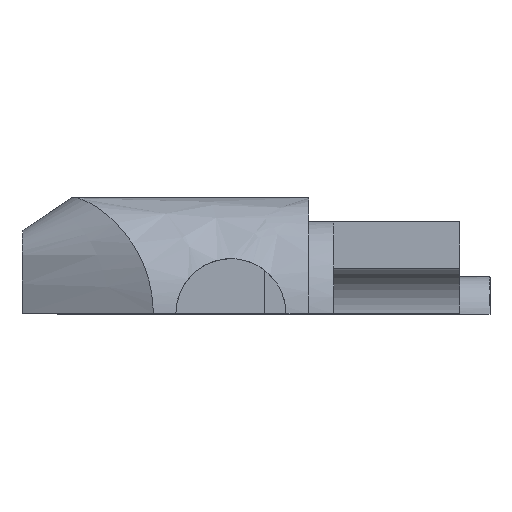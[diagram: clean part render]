
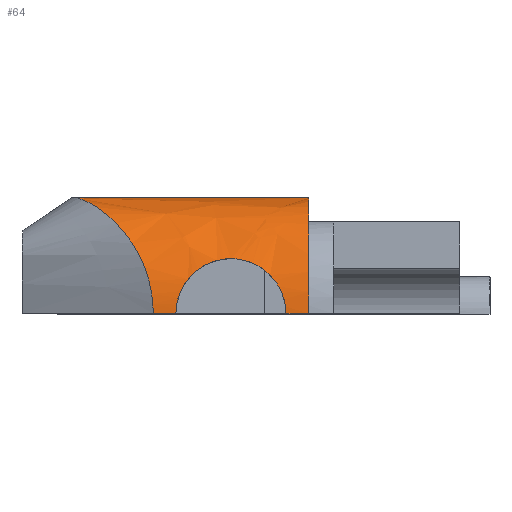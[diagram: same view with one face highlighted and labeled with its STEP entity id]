
A CAD part, top view. The second image highlights one B-rep face of the part: STEP entity #64.
In plain terms, the highlighted free-form (B-spline) face has degree [2, 1] with [3, 2] control points.
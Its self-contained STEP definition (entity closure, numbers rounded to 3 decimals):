
#64=ADVANCED_FACE('',(#140),#1289,.T.);
#140=FACE_OUTER_BOUND('',#216,.T.);
#216=EDGE_LOOP('',(#447,#448,#449,#450,#451,#452,#453));
#447=ORIENTED_EDGE('',*,*,#701,.F.);
#448=ORIENTED_EDGE('',*,*,#721,.T.);
#449=ORIENTED_EDGE('',*,*,#722,.T.);
#450=ORIENTED_EDGE('',*,*,#732,.T.);
#451=ORIENTED_EDGE('',*,*,#854,.F.);
#452=ORIENTED_EDGE('',*,*,#798,.F.);
#453=ORIENTED_EDGE('',*,*,#796,.F.);
#701=EDGE_CURVE('',#1137,#1141,#970,.T.);
#721=EDGE_CURVE('',#1137,#1161,#906,.T.);
#722=EDGE_CURVE('',#1161,#1162,#907,.T.);
#732=EDGE_CURVE('',#1162,#1160,#994,.T.);
#796=EDGE_CURVE('',#1141,#1209,#1035,.T.);
#798=EDGE_CURVE('',#1209,#1205,#1036,.T.);
#854=EDGE_CURVE('',#1205,#1160,#1076,.T.);
#906=(
BOUNDED_CURVE()
B_SPLINE_CURVE(2,(#4638,#4639,#4640),.UNSPECIFIED.,.F.,.F.)
B_SPLINE_CURVE_WITH_KNOTS((3,3),(111.278,127.771),
 .UNSPECIFIED.)
CURVE()
GEOMETRIC_REPRESENTATION_ITEM()
RATIONAL_B_SPLINE_CURVE((1.,0.707,1.))
REPRESENTATION_ITEM('')
);
#907=(
BOUNDED_CURVE()
B_SPLINE_CURVE(1,(#4641,#4642),.UNSPECIFIED.,.F.,.F.)
B_SPLINE_CURVE_WITH_KNOTS((2,2),(0.,10.27),.UNSPECIFIED.)
CURVE()
GEOMETRIC_REPRESENTATION_ITEM()
RATIONAL_B_SPLINE_CURVE((1.,1.))
REPRESENTATION_ITEM('')
);
#970=B_SPLINE_CURVE_WITH_KNOTS('',1,(#4597,#4598),.UNSPECIFIED.,.F.,.F.,
(2,2),(-2.45,-0.2),.UNSPECIFIED.);
#994=B_SPLINE_CURVE_WITH_KNOTS('',3,(#4765,#4766,#4767,#4768,#4769,#4770,
#4771,#4772,#4773,#4774,#4775,#4776,#4777,#4778,#4779,#4780,#4781,#4782,
#4783,#4784,#4785,#4786,#4787,#4788,#4789,#4790,#4791,#4792),
 .UNSPECIFIED.,.F.,.F.,(4,1,1,1,1,1,1,1,1,1,1,1,1,1,1,1,1,1,1,1,1,1,1,1,
1,4),(5.077,5.398,5.8,6.201,
6.603,7.004,7.406,7.807,8.209,
8.61,9.012,9.413,9.815,10.216,
10.618,11.019,11.421,12.227,13.033,
13.838,14.644,15.45,16.256,17.062,
17.868,18.674),.UNSPECIFIED.);
#1035=B_SPLINE_CURVE_WITH_KNOTS('',3,(#5318,#5319,#5320,#5321,#5322,#5323,
#5324,#5325,#5326,#5327,#5328),.UNSPECIFIED.,.F.,.F.,(4,2,3,2,4),(0.,
2.183,4.358,6.534,8.723),
 .UNSPECIFIED.);
#1036=B_SPLINE_CURVE_WITH_KNOTS('',3,(#5331,#5332,#5333,#5334,#5335,#5336,
#5337,#5338,#5339,#5340,#5341),.UNSPECIFIED.,.F.,.F.,(4,2,3,2,4),(0.,2.188,
4.364,6.539,8.723),.UNSPECIFIED.);
#1076=B_SPLINE_CURVE_WITH_KNOTS('',1,(#5525,#5526),.UNSPECIFIED.,.F.,.F.,
(2,2),(-30.463,-28.213),.UNSPECIFIED.);
#1137=VERTEX_POINT('',#4439);
#1141=VERTEX_POINT('',#4443);
#1160=VERTEX_POINT('',#4462);
#1161=VERTEX_POINT('',#4463);
#1162=VERTEX_POINT('',#4464);
#1205=VERTEX_POINT('',#4507);
#1209=VERTEX_POINT('',#4511);
#1289=(
BOUNDED_SURFACE()
B_SPLINE_SURFACE(2,1,((#2783,#2784),(#2785,#2786),(#2787,#2788)),
 .UNSPECIFIED.,.F.,.F.,.F.)
B_SPLINE_SURFACE_WITH_KNOTS((3,3),(2,2),(111.278,127.771),
(0.,32.252),.UNSPECIFIED.)
GEOMETRIC_REPRESENTATION_ITEM()
RATIONAL_B_SPLINE_SURFACE(((1.,1.),(0.707,0.707),
(1.,1.)))
REPRESENTATION_ITEM('')
SURFACE()
);
#2783=CARTESIAN_POINT('',(-2.984,0.,11.05));
#2784=CARTESIAN_POINT('',(-75.799,0.,11.05));
#2785=CARTESIAN_POINT('',(-2.984,11.5,11.05));
#2786=CARTESIAN_POINT('',(-75.799,11.5,11.05));
#2787=CARTESIAN_POINT('',(-2.984,11.5,1.05));
#2788=CARTESIAN_POINT('',(-75.799,11.5,1.05));
#4439=CARTESIAN_POINT('',(-2.984,0.,11.05));
#4443=CARTESIAN_POINT('',(-5.234,0.,11.05));
#4462=CARTESIAN_POINT('',(-18.383,0.,11.05));
#4463=CARTESIAN_POINT('',(-2.984,11.5,1.05));
#4464=CARTESIAN_POINT('',(-26.17,11.5,1.05));
#4507=CARTESIAN_POINT('',(-16.134,0.,11.05));
#4511=CARTESIAN_POINT('',(-10.684,5.45,9.856));
#4597=CARTESIAN_POINT('',(-2.984,0.,11.05));
#4598=CARTESIAN_POINT('',(-5.234,0.,11.05));
#4638=CARTESIAN_POINT('',(-2.984,0.,11.05));
#4639=CARTESIAN_POINT('',(-2.984,11.5,11.05));
#4640=CARTESIAN_POINT('',(-2.984,11.5,1.05));
#4641=CARTESIAN_POINT('',(-2.984,11.5,1.05));
#4642=CARTESIAN_POINT('',(-26.17,11.5,1.05));
#4765=CARTESIAN_POINT('',(-26.17,11.5,1.05));
#4766=CARTESIAN_POINT('',(-26.125,11.499,1.204));
#4767=CARTESIAN_POINT('',(-26.014,11.492,1.544));
#4768=CARTESIAN_POINT('',(-25.807,11.449,2.062));
#4769=CARTESIAN_POINT('',(-25.552,11.368,2.597));
#4770=CARTESIAN_POINT('',(-25.271,11.259,3.114));
#4771=CARTESIAN_POINT('',(-24.971,11.122,3.612));
#4772=CARTESIAN_POINT('',(-24.655,10.96,4.094));
#4773=CARTESIAN_POINT('',(-24.328,10.775,4.559));
#4774=CARTESIAN_POINT('',(-23.994,10.567,5.009));
#4775=CARTESIAN_POINT('',(-23.654,10.336,5.444));
#4776=CARTESIAN_POINT('',(-23.312,10.085,5.865));
#4777=CARTESIAN_POINT('',(-22.97,9.813,6.273));
#4778=CARTESIAN_POINT('',(-22.628,9.52,6.667));
#4779=CARTESIAN_POINT('',(-22.291,9.208,7.048));
#4780=CARTESIAN_POINT('',(-21.956,8.874,7.417));
#4781=CARTESIAN_POINT('',(-21.631,8.525,7.769));
#4782=CARTESIAN_POINT('',(-21.191,8.01,8.237));
#4783=CARTESIAN_POINT('',(-20.774,7.464,8.672));
#4784=CARTESIAN_POINT('',(-20.258,6.69,9.2));
#4785=CARTESIAN_POINT('',(-19.798,5.873,9.663));
#4786=CARTESIAN_POINT('',(-19.386,4.996,10.072));
#4787=CARTESIAN_POINT('',(-19.034,4.068,10.418));
#4788=CARTESIAN_POINT('',(-18.75,3.095,10.696));
#4789=CARTESIAN_POINT('',(-18.541,2.085,10.899));
#4790=CARTESIAN_POINT('',(-18.412,1.05,11.023));
#4791=CARTESIAN_POINT('',(-18.383,0.35,11.05));
#4792=CARTESIAN_POINT('',(-18.383,0.,11.05));
#5318=CARTESIAN_POINT('',(-5.234,0.,11.05));
#5319=CARTESIAN_POINT('',(-5.234,0.726,11.05));
#5320=CARTESIAN_POINT('',(-5.378,1.439,10.989));
#5321=CARTESIAN_POINT('',(-5.931,2.761,10.775));
#5322=CARTESIAN_POINT('',(-6.331,3.355,10.626));
#5323=CARTESIAN_POINT('',(-6.83,3.854,10.472));
#5324=CARTESIAN_POINT('',(-7.329,4.353,10.318));
#5325=CARTESIAN_POINT('',(-7.923,4.753,10.16));
#5326=CARTESIAN_POINT('',(-9.244,5.305,9.927));
#5327=CARTESIAN_POINT('',(-9.956,5.45,9.856));
#5328=CARTESIAN_POINT('',(-10.684,5.45,9.856));
#5331=CARTESIAN_POINT('',(-10.684,5.45,9.856));
#5332=CARTESIAN_POINT('',(-11.412,5.45,9.856));
#5333=CARTESIAN_POINT('',(-12.124,5.305,9.927));
#5334=CARTESIAN_POINT('',(-13.444,4.753,10.16));
#5335=CARTESIAN_POINT('',(-14.039,4.353,10.318));
#5336=CARTESIAN_POINT('',(-14.538,3.854,10.472));
#5337=CARTESIAN_POINT('',(-15.037,3.355,10.626));
#5338=CARTESIAN_POINT('',(-15.437,2.761,10.775));
#5339=CARTESIAN_POINT('',(-15.989,1.439,10.989));
#5340=CARTESIAN_POINT('',(-16.134,0.726,11.05));
#5341=CARTESIAN_POINT('',(-16.134,0.,11.05));
#5525=CARTESIAN_POINT('',(-16.134,0.,11.05));
#5526=CARTESIAN_POINT('',(-18.383,0.,11.05));
